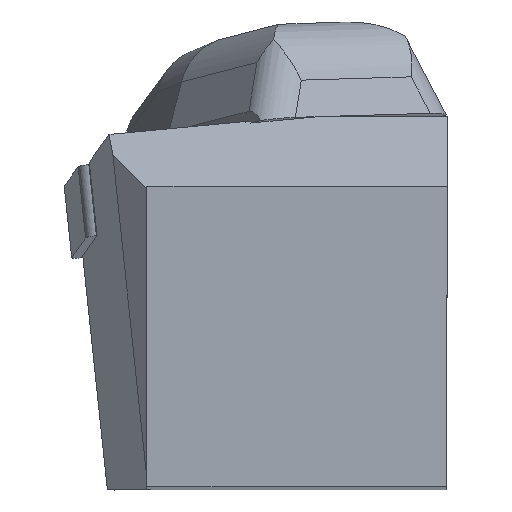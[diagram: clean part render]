
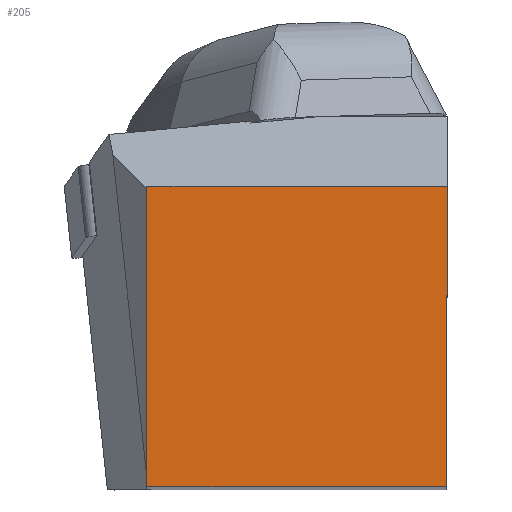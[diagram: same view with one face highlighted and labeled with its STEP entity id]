
A CAD part, top view. The second image highlights one B-rep face of the part: STEP entity #205.
In plain terms, the highlighted planar face has unit normal (0, 0, 1).
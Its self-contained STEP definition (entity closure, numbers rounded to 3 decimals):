
#142=FACE_OUTER_BOUND('',#598,.T.);
#205=ADVANCED_FACE('BLANK_BOXF006',(#142),#262,.F.);
#262=PLANE('',#1405);
#345=LINE('',#2015,#479);
#351=LINE('',#2027,#485);
#357=LINE('',#2038,#491);
#358=LINE('',#2040,#492);
#479=VECTOR('',#1599,1.);
#485=VECTOR('',#1607,1.);
#491=VECTOR('',#1617,1.);
#492=VECTOR('',#1618,1.);
#598=EDGE_LOOP('',(#760,#761,#762,#763));
#760=ORIENTED_EDGE('',*,*,#1181,.F.);
#761=ORIENTED_EDGE('',*,*,#1175,.F.);
#762=ORIENTED_EDGE('',*,*,#1169,.F.);
#763=ORIENTED_EDGE('',*,*,#1182,.F.);
#1039=VERTEX_POINT('',#2014);
#1040=VERTEX_POINT('',#2016);
#1045=VERTEX_POINT('',#2028);
#1048=VERTEX_POINT('',#2039);
#1169=EDGE_CURVE('',#1039,#1040,#345,.T.);
#1175=EDGE_CURVE('',#1040,#1045,#351,.T.);
#1181=EDGE_CURVE('',#1045,#1048,#357,.T.);
#1182=EDGE_CURVE('',#1048,#1039,#358,.T.);
#1405=AXIS2_PLACEMENT_3D('',#2041,#1619,#1620);
#1599=DIRECTION('',(-0.004,-1.,0.));
#1607=DIRECTION('',(-1.,0.,0.));
#1617=DIRECTION('',(0.,1.,0.));
#1618=DIRECTION('',(1.,0.,0.));
#1619=DIRECTION('',(0.,0.,-1.));
#1620=DIRECTION('',(-1.,0.,0.));
#2014=CARTESIAN_POINT('',(0.,19.875,0.));
#2015=CARTESIAN_POINT('',(0.517,138.349,0.));
#2016=CARTESIAN_POINT('',(-0.087,0.,0.));
#2027=CARTESIAN_POINT('',(138.35,0.,0.));
#2028=CARTESIAN_POINT('',(-19.875,0.,0.));
#2038=CARTESIAN_POINT('',(-19.875,-138.35,0.));
#2039=CARTESIAN_POINT('',(-19.875,19.875,0.));
#2040=CARTESIAN_POINT('',(-138.35,19.875,0.));
#2041=CARTESIAN_POINT('',(-37.35,-5.,0.));
